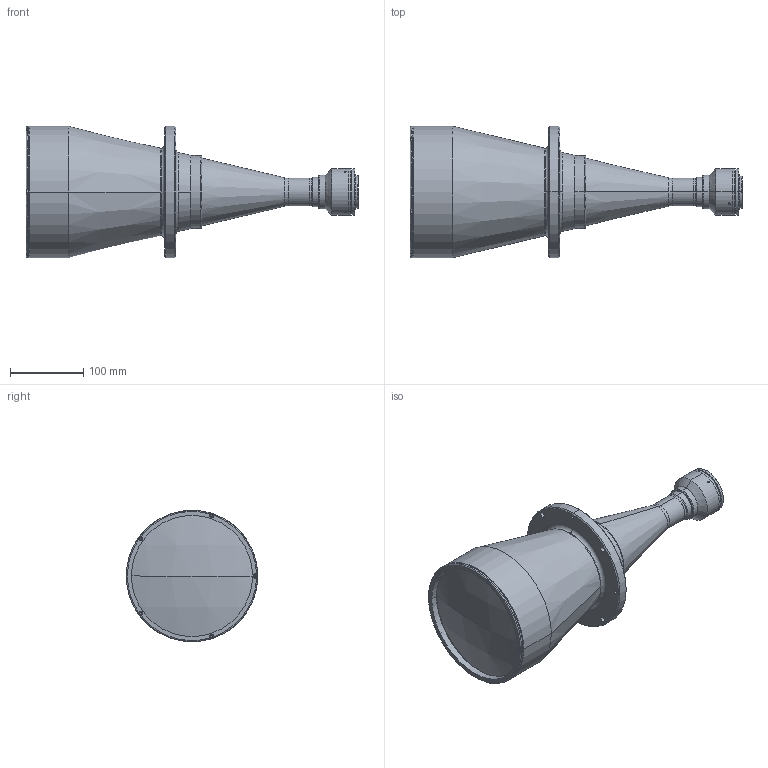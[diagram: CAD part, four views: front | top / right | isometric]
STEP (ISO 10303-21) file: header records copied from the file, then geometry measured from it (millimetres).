
FILE_DESCRIPTION (( 'STEP AP203' ), '1' );
FILE_NAME ('DP71445_TC4MHR120-F.step', '2021-10-06T08:13:46', ( '' ), ( '' ), 'SwSTEP 2.0', 'SolidWorks 2021', '' );
FILE_SCHEMA (( 'CONFIG_CONTROL_DESIGN' ));
Length unit declared in the file: millimetre
Products named in the file (1): DP71445_TC4MHR120-F
Bounding box: 454.52 x 180 x 180 mm (x, y, z)
Surface area: 240728.9 mm2 (no closed solid volume)
Topology: 0 solids, 20 shells, 214 faces, 628 edges, 434 vertices
Faces by surface type: plane 78, cylinder 77, cone 30, torus 27, sphere 2
Entity records: 7617 total; most frequent: CARTESIAN_POINT 1653, DIRECTION 1337, ORIENTED_EDGE 1054, EDGE_CURVE 626, AXIS2_PLACEMENT_3D 524, VERTEX_POINT 434, CIRCLE 309, VECTOR 289
